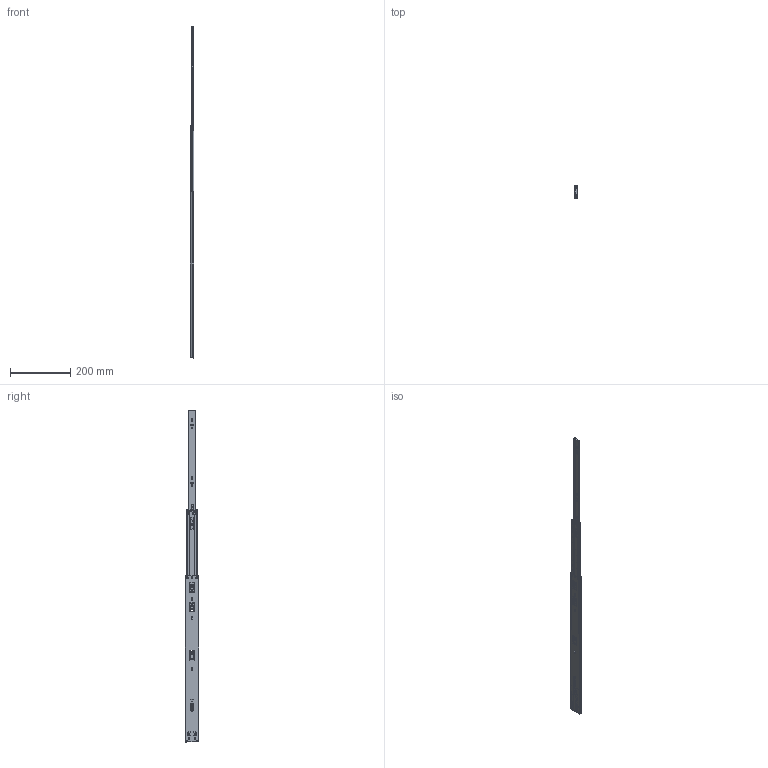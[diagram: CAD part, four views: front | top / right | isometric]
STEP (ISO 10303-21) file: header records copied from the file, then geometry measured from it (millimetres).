
FILE_DESCRIPTION (( 'STEP AP214' ), '1' );
FILE_NAME ('45#Ë«»º³å22´çopen.STEP', '2024-10-10T08:33:05', ( '' ), ( '' ), 'SwSTEP 2.0', 'SolidWorks 2016', '' );
FILE_SCHEMA (( 'AUTOMOTIVE_DESIGN' ));
Length unit declared in the file: millimetre
Products named in the file (13): 紩沭211; 45#邧遣喳笢寢22渡; 45癹弇坶; 45#邧遣喳囀寢22渡; 45紩殤22渡; 導邧1; 45中轨胶塞; 導邧2; 45#邧遣喳俋寢22渡; 邧遣蝶諶; 45#邧遣喳22渡open; 詩紩4.72; 導邧粟
Assembly tree (72 placements, depth 3):
  45#邧遣喳22渡open
    45#邧遣喳俋寢22渡
    45#邧遣喳笢寢22渡
    45#邧遣喳囀寢22渡
    45紩殤22渡
    詩紩4.72  x60
    紩沭211  x2
    導邧粟
      導邧1
      導邧2
    45中轨胶塞
    邧遣蝶諶
    45癹弇坶
Bounding box: 13.23 x 45.47 x 1102.01 mm (x, y, z)
Volume: 125300 mm3; surface area: 212817.8 mm2
Topology: 78 solids, 78 shells, 3661 faces, 10258 edges, 6277 vertices
Faces by surface type: plane 1410, cylinder 1155, sphere 386, bspline 365, torus 310, cone 35
Entity records: 107567 total; most frequent: CARTESIAN_POINT 29058, ORIENTED_EDGE 17124, DIRECTION 15492, EDGE_CURVE 8562, AXIS2_PLACEMENT_3D 5551, VERTEX_POINT 5367, LINE 4390, VECTOR 4390
